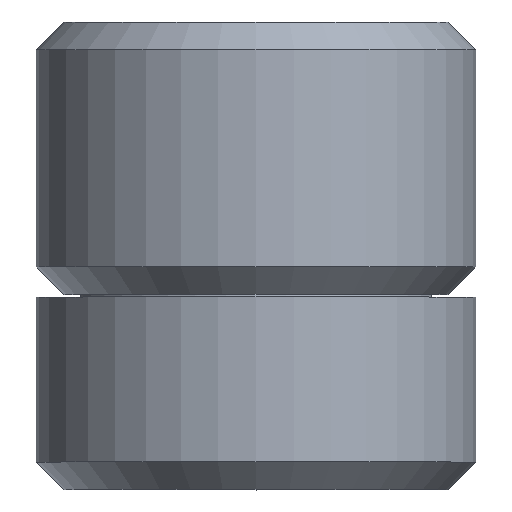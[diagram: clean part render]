
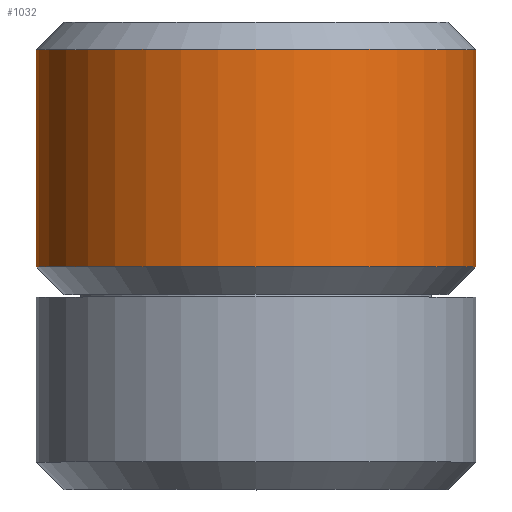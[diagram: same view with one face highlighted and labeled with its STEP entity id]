
A CAD part, top view. The second image highlights one B-rep face of the part: STEP entity #1032.
In plain terms, the highlighted cylindrical face has radius 8 mm (diameter 16 mm), a partial arc.
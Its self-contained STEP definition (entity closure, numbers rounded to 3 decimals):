
#655=DIRECTION('',(0.,1.,0.));
#656=VECTOR('',#655,7.9);
#657=CARTESIAN_POINT('',(8.,8.1,0.));
#658=LINE('',#657,#656);
#747=CARTESIAN_POINT('',(0.,16.,0.));
#748=DIRECTION('',(0.,1.,0.));
#749=DIRECTION('',(-1.,0.,0.));
#750=AXIS2_PLACEMENT_3D('',#747,#748,#749);
#752=CARTESIAN_POINT('',(0.,8.1,0.));
#753=DIRECTION('',(0.,1.,0.));
#754=DIRECTION('',(-1.,0.,0.));
#755=AXIS2_PLACEMENT_3D('',#752,#753,#754);
#757=DIRECTION('',(0.,1.,0.));
#758=VECTOR('',#757,7.9);
#759=CARTESIAN_POINT('',(-8.,8.1,
0.));
#760=LINE('',#759,#758);
#841=CARTESIAN_POINT('',(8.,16.,0.));
#842=CARTESIAN_POINT('',(-8.,16.,0.));
#843=VERTEX_POINT('',#841);
#844=VERTEX_POINT('',#842);
#845=CARTESIAN_POINT('',(-8.,8.1,0.));
#846=CARTESIAN_POINT('',(8.,8.1,0.));
#847=VERTEX_POINT('',#845);
#848=VERTEX_POINT('',#846);
#1020=CARTESIAN_POINT('',(0.,0.,0.));
#1021=DIRECTION('',(0.,1.,0.));
#1022=DIRECTION('',(1.,0.,0.));
#1023=AXIS2_PLACEMENT_3D('',#1020,#1021,#1022);
#1024=CYLINDRICAL_SURFACE('',#1023,8.);
#1026=ORIENTED_EDGE('',*,*,#1025,.T.);
#1027=ORIENTED_EDGE('',*,*,#879,.F.);
#1028=ORIENTED_EDGE('',*,*,#1012,.F.);
#1029=ORIENTED_EDGE('',*,*,#876,.T.);
#1030=EDGE_LOOP('',(#1026,#1027,#1028,#1029));
#1031=FACE_OUTER_BOUND('',#1030,.F.);
#1032=ADVANCED_FACE('',(#1031),#1024,.T.);
#751=CIRCLE('',#750,8.);
#756=CIRCLE('',#755,8.);
#876=EDGE_CURVE('',#847,#844,#760,.T.);
#879=EDGE_CURVE('',#848,#843,#658,.T.);
#1012=EDGE_CURVE('',#847,#848,#756,.T.);
#1025=EDGE_CURVE('',#844,#843,#751,.T.);
